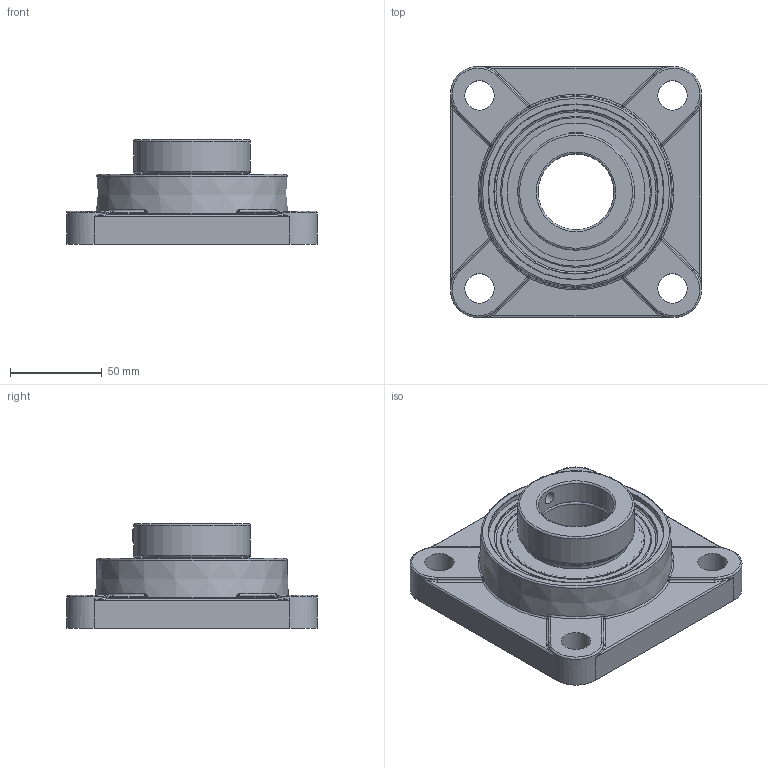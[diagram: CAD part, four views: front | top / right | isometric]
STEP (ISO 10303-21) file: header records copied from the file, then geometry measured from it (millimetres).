
FILE_DESCRIPTION(('HOOPS Exchange Step'),'2;1');
FILE_NAME('export-90347529-09F0-4E77-B9C6-81F12A2028DC.stp','2020-05-18T12:17:01-07:00',('dkerr'),('Alibre'),'HOOPS Exchange 2020.0','Alibre','Unknown authorisation');
FILE_SCHEMA( ('AP242_MANAGED_MODEL_BASED_3D_ENGINEERING_MIM_LF {1 0 10303 442 1 1 4 }') );
Length unit declared in the file: inch
Products named in the file (8): MRN SFM L4L 209; SNC 209-26 L4L (1.625inch) (Race); SNC 209 (Ball Bearing); SNC 209-26 (Collar); SNC 209 (Shield); SNC 209 (Setscrew); MRN SNC 209-26 L4L (1.625inch); MRN SNCSFM 209-26 L4L (1.625inch)
Assembly tree (8 placements, depth 3):
  MRN SNCSFM 209-26 L4L (1.625inch)
    MRN SFM L4L 209
    MRN SNC 209-26 L4L (1.625inch)
      SNC 209-26 L4L (1.625inch) (Race)
      SNC 209 (Ball Bearing)
      SNC 209-26 (Collar)
      SNC 209 (Shield)  x2
      SNC 209 (Setscrew)
Bounding box: 136.5 x 136.5 x 56.89 mm (x, y, z)
Volume: 359172.5 mm3; surface area: 105986.9 mm2
Topology: 16 solids, 16 shells, 218 faces, 558 edges, 335 vertices
Faces by surface type: cylinder 62, plane 53, torus 37, bspline 28, sphere 25, cone 13
Full cylindrical faces by diameter (mm): 6.782 x3, 16 x4, 41.275 x2, 50.292 x2, 57.15 x4, 57.912 x2, 63.5 x1, 71.381 x2, 74.93 x2, 88.9 x1, 91.44 x1, 95.22 x1
Entity records: 10948 total; most frequent: CARTESIAN_POINT 5778, DIRECTION 1105, ORIENTED_EDGE 992, EDGE_CURVE 496, AXIS2_PLACEMENT_3D 484, VERTEX_POINT 321, CIRCLE 277, EDGE_LOOP 237
